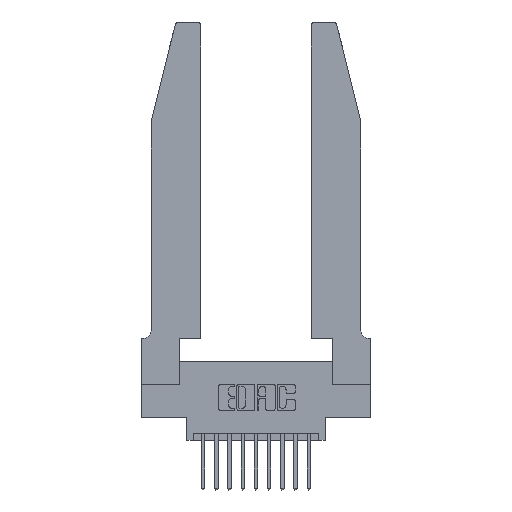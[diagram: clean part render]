
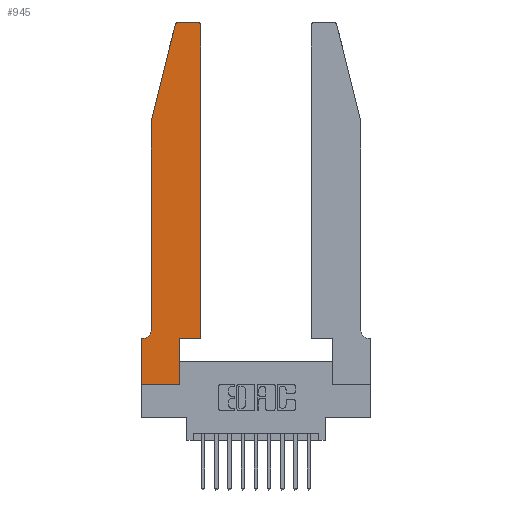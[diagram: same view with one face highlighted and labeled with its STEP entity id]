
A CAD part, top view. The second image highlights one B-rep face of the part: STEP entity #945.
In plain terms, the highlighted planar face has unit normal (0, 0, 1).
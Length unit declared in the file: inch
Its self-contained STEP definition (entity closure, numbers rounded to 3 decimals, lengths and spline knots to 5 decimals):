
#188 = CARTESIAN_POINT ( 'NONE',  ( 0., 0.35, 0.37 ) ) ;
#406 = VERTEX_POINT ( 'NONE', #2111 ) ;
#543 = LINE ( 'NONE', #14553, #14542 ) ;
#612 = CARTESIAN_POINT ( 'NONE',  ( 0.25487, 2.72718, 0.37 ) ) ;
#645 = ORIENTED_EDGE ( 'NONE', *, *, #13642, .T. ) ;
#673 = CARTESIAN_POINT ( 'NONE',  ( 0.4205, 2.72, 0.37 ) ) ;
#760 = LINE ( 'NONE', #6108, #8858 ) ;
#802 = CARTESIAN_POINT ( 'NONE',  ( 0., 0., 0.37 ) ) ;
#945 = ADVANCED_FACE ( 'NONE', ( #2574 ), #14035, .T. ) ;
#956 = CARTESIAN_POINT ( 'NONE',  ( 0.2605, 2.75, 0.37 ) ) ;
#1100 = ORIENTED_EDGE ( 'NONE', *, *, #7202, .T. ) ;
#1375 = CARTESIAN_POINT ( 'NONE',  ( 0.4505, 2.72, 0.37 ) ) ;
#1388 = VECTOR ( 'NONE', #9663, 39.37008 ) ;
#1481 = DIRECTION ( 'NONE',  ( 0., -1., 0. ) ) ;
#1638 = EDGE_LOOP ( 'NONE', ( #1100, #12200, #5234, #15033, #11753, #4601, #15672, #645, #14216, #13209, #15735, #15971 ) ) ;
#1821 = DIRECTION ( 'NONE',  ( 1., 0., 0. ) ) ;
#2039 = VERTEX_POINT ( 'NONE', #9905 ) ;
#2111 = CARTESIAN_POINT ( 'NONE',  ( 0.2865, 0.35, 0.37 ) ) ;
#2138 = CARTESIAN_POINT ( 'NONE',  ( 0.284, 2.75, 0.37 ) ) ;
#2148 = EDGE_CURVE ( 'NONE', #9607, #5121, #9837, .T. ) ;
#2218 = DIRECTION ( 'NONE',  ( 0., 0., 1. ) ) ;
#2349 = VERTEX_POINT ( 'NONE', #9205 ) ;
#2413 = CARTESIAN_POINT ( 'NONE',  ( 0.0755, 2., 0.37 ) ) ;
#2574 = FACE_OUTER_BOUND ( 'NONE', #1638, .T. ) ;
#2718 = LINE ( 'NONE', #8447, #3922 ) ;
#2922 = VERTEX_POINT ( 'NONE', #612 ) ;
#3079 = VERTEX_POINT ( 'NONE', #12680 ) ;
#3090 = CARTESIAN_POINT ( 'NONE',  ( 0.4505, 0.35, 0.37 ) ) ;
#3260 = LINE ( 'NONE', #2413, #11326 ) ;
#3860 = LINE ( 'NONE', #802, #7225 ) ;
#3922 = VECTOR ( 'NONE', #14844, 39.37008 ) ;
#4540 = AXIS2_PLACEMENT_3D ( 'NONE', #12193, #14796, #10889 ) ;
#4601 = ORIENTED_EDGE ( 'NONE', *, *, #2148, .T. ) ;
#4892 = EDGE_CURVE ( 'NONE', #11496, #2922, #14293, .T. ) ;
#4987 = VERTEX_POINT ( 'NONE', #1375 ) ;
#5121 = VERTEX_POINT ( 'NONE', #11908 ) ;
#5234 = ORIENTED_EDGE ( 'NONE', *, *, #5847, .T. ) ;
#5617 = EDGE_CURVE ( 'NONE', #5121, #3079, #3860, .T. ) ;
#5700 = DIRECTION ( 'NONE',  ( 1., 0., 0. ) ) ;
#5847 = EDGE_CURVE ( 'NONE', #2922, #2039, #3260, .T. ) ;
#6078 = VERTEX_POINT ( 'NONE', #16052 ) ;
#6108 = CARTESIAN_POINT ( 'NONE',  ( 0.4505, 0.35, 0.37 ) ) ;
#6251 = VECTOR ( 'NONE', #1481, 39.37008 ) ;
#6431 = DIRECTION ( 'NONE',  ( 1., 0., 0. ) ) ;
#6688 = CARTESIAN_POINT ( 'NONE',  ( 0.0755, 2., 0.37 ) ) ;
#6797 = AXIS2_PLACEMENT_3D ( 'NONE', #673, #8192, #5700 ) ;
#6811 = CARTESIAN_POINT ( 'NONE',  ( 0.0055, 0.35, 0.37 ) ) ;
#6931 = CARTESIAN_POINT ( 'NONE',  ( 0.4505, 0.35, 0.37 ) ) ;
#7122 = EDGE_CURVE ( 'NONE', #6078, #406, #543, .T. ) ;
#7202 = EDGE_CURVE ( 'NONE', #8220, #11496, #12670, .T. ) ;
#7225 = VECTOR ( 'NONE', #13501, 39.37008 ) ;
#7268 = CARTESIAN_POINT ( 'NONE',  ( 0.0755, 0.35, 0.37 ) ) ;
#7350 = DIRECTION ( 'NONE',  ( 0., 1., 0. ) ) ;
#7626 = EDGE_CURVE ( 'NONE', #2039, #2349, #7831, .T. ) ;
#7831 = LINE ( 'NONE', #6688, #6251 ) ;
#8144 = VECTOR ( 'NONE', #13113, 39.37008 ) ;
#8192 = DIRECTION ( 'NONE',  ( 0., 0., 1. ) ) ;
#8220 = VERTEX_POINT ( 'NONE', #14345 ) ;
#8447 = CARTESIAN_POINT ( 'NONE',  ( 0., 0., 0.37 ) ) ;
#8858 = VECTOR ( 'NONE', #11117, 39.37008 ) ;
#9205 = CARTESIAN_POINT ( 'NONE',  ( 0.0755, 0.42, 0.37 ) ) ;
#9212 = AXIS2_PLACEMENT_3D ( 'NONE', #12737, #2218, #1821 ) ;
#9607 = VERTEX_POINT ( 'NONE', #6811 ) ;
#9663 = DIRECTION ( 'NONE',  ( -1., 0., 0. ) ) ;
#9816 = CIRCLE ( 'NONE', #4540, 0.07 ) ;
#9837 = LINE ( 'NONE', #7268, #13980 ) ;
#9905 = CARTESIAN_POINT ( 'NONE',  ( 0.0755, 2., 0.37 ) ) ;
#10396 = DIRECTION ( 'NONE',  ( 0., 0., 1. ) ) ;
#10588 = VERTEX_POINT ( 'NONE', #6931 ) ;
#10889 = DIRECTION ( 'NONE',  ( -1., 0., 0. ) ) ;
#11117 = DIRECTION ( 'NONE',  ( 0., 1., 0. ) ) ;
#11231 = DIRECTION ( 'NONE',  ( -0.239, -0.971, 0. ) ) ;
#11258 = EDGE_CURVE ( 'NONE', #406, #10588, #16078, .T. ) ;
#11326 = VECTOR ( 'NONE', #11231, 39.37008 ) ;
#11496 = VERTEX_POINT ( 'NONE', #2138 ) ;
#11753 = ORIENTED_EDGE ( 'NONE', *, *, #13649, .T. ) ;
#11908 = CARTESIAN_POINT ( 'NONE',  ( 0., 0.35, 0.37 ) ) ;
#12193 = CARTESIAN_POINT ( 'NONE',  ( 0.0055, 0.42, 0.37 ) ) ;
#12200 = ORIENTED_EDGE ( 'NONE', *, *, #4892, .T. ) ;
#12670 = LINE ( 'NONE', #956, #1388 ) ;
#12680 = CARTESIAN_POINT ( 'NONE',  ( 0., 0., 0.37 ) ) ;
#12737 = CARTESIAN_POINT ( 'NONE',  ( 0.284, 2.72, 0.37 ) ) ;
#13001 = EDGE_CURVE ( 'NONE', #10588, #4987, #760, .T. ) ;
#13113 = DIRECTION ( 'NONE',  ( 1., 0., 0. ) ) ;
#13209 = ORIENTED_EDGE ( 'NONE', *, *, #11258, .T. ) ;
#13448 = EDGE_CURVE ( 'NONE', #4987, #8220, #14370, .T. ) ;
#13501 = DIRECTION ( 'NONE',  ( 0., -1., 0. ) ) ;
#13642 = EDGE_CURVE ( 'NONE', #3079, #6078, #2718, .T. ) ;
#13649 = EDGE_CURVE ( 'NONE', #2349, #9607, #9816, .T. ) ;
#13980 = VECTOR ( 'NONE', #14864, 39.37008 ) ;
#14035 = PLANE ( 'NONE',  #14143 ) ;
#14143 = AXIS2_PLACEMENT_3D ( 'NONE', #188, #10396, #6431 ) ;
#14216 = ORIENTED_EDGE ( 'NONE', *, *, #7122, .T. ) ;
#14293 = CIRCLE ( 'NONE', #9212, 0.03 ) ;
#14345 = CARTESIAN_POINT ( 'NONE',  ( 0.4205, 2.75, 0.37 ) ) ;
#14370 = CIRCLE ( 'NONE', #6797, 0.03 ) ;
#14542 = VECTOR ( 'NONE', #7350, 39.37008 ) ;
#14553 = CARTESIAN_POINT ( 'NONE',  ( 0.2865, 0.35, 0.37 ) ) ;
#14796 = DIRECTION ( 'NONE',  ( 0., 0., -1. ) ) ;
#14844 = DIRECTION ( 'NONE',  ( 1., 0., 0. ) ) ;
#14864 = DIRECTION ( 'NONE',  ( -1., 0., 0. ) ) ;
#15033 = ORIENTED_EDGE ( 'NONE', *, *, #7626, .T. ) ;
#15672 = ORIENTED_EDGE ( 'NONE', *, *, #5617, .T. ) ;
#15735 = ORIENTED_EDGE ( 'NONE', *, *, #13001, .T. ) ;
#15971 = ORIENTED_EDGE ( 'NONE', *, *, #13448, .T. ) ;
#16052 = CARTESIAN_POINT ( 'NONE',  ( 0.2865, 0., 0.37 ) ) ;
#16078 = LINE ( 'NONE', #3090, #8144 ) ;
